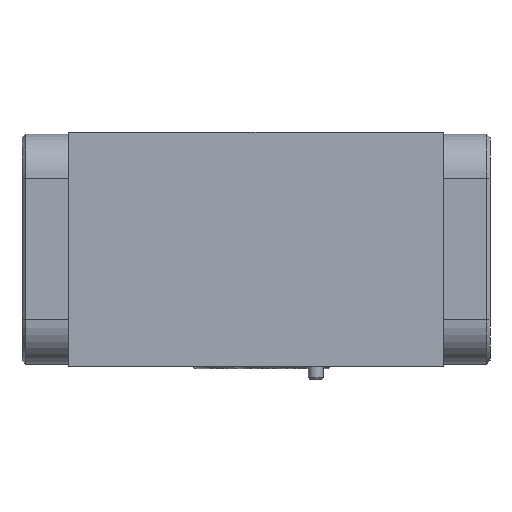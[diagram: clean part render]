
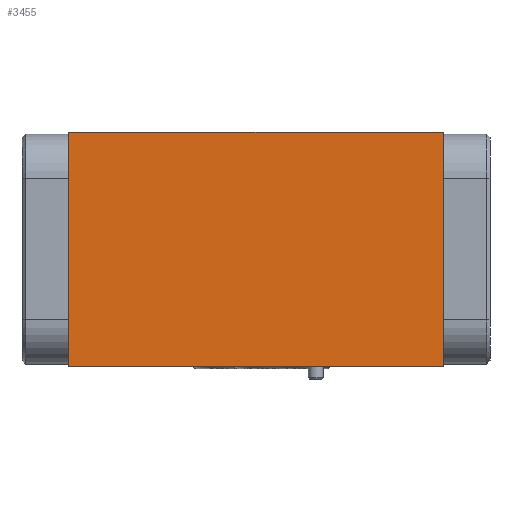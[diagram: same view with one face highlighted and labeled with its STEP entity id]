
A CAD part, front view. The second image highlights one B-rep face of the part: STEP entity #3455.
In plain terms, the highlighted planar face has unit normal (0, -1, 0).
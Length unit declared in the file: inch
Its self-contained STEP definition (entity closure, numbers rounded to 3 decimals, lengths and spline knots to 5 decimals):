
#13=DIRECTION('',(1.,0.,0.));
#14=VECTOR('',#13,3.149);
#15=CARTESIAN_POINT('',(0.394,-1.75,0.));
#16=LINE('',#15,#14);
#646=DIRECTION('',(1.,0.,0.));
#647=VECTOR('',#646,3.149);
#648=CARTESIAN_POINT('',(0.394,-1.75,1.969));
#649=LINE('',#648,#647);
#1457=DIRECTION('',(0.,0.,1.));
#1458=VECTOR('',#1457,1.969);
#1459=CARTESIAN_POINT('',(3.543,-1.75,0.));
#1460=LINE('',#1459,#1458);
#1461=DIRECTION('',(0.,0.,1.));
#1462=VECTOR('',#1461,1.969);
#1463=CARTESIAN_POINT('',(0.394,-1.75,0.));
#1464=LINE('',#1463,#1462);
#1743=CARTESIAN_POINT('',(0.394,-1.75,0.));
#1745=VERTEX_POINT('',#1743);
#1747=CARTESIAN_POINT('',(0.394,-1.75,1.969));
#1749=VERTEX_POINT('',#1747);
#1833=CARTESIAN_POINT('',(3.543,-1.75,0.));
#1835=VERTEX_POINT('',#1833);
#1837=CARTESIAN_POINT('',(3.543,-1.75,1.969));
#1839=VERTEX_POINT('',#1837);
#3444=CARTESIAN_POINT('',(0.,-1.75,0.));
#3445=DIRECTION('',(0.,-1.,0.));
#3446=DIRECTION('',(1.,0.,0.));
#3447=AXIS2_PLACEMENT_3D('',#3444,#3445,#3446);
#3448=PLANE('',#3447);
#3449=ORIENTED_EDGE('',*,*,#2081,.F.);
#3450=ORIENTED_EDGE('',*,*,#2016,.F.);
#3451=ORIENTED_EDGE('',*,*,#3417,.T.);
#3452=ORIENTED_EDGE('',*,*,#2465,.T.);
#3453=EDGE_LOOP('',(#3449,#3450,#3451,#3452));
#3454=FACE_OUTER_BOUND('',#3453,.F.);
#3455=ADVANCED_FACE('',(#3454),#3448,.T.);
#2016=EDGE_CURVE('',#1745,#1835,#16,.T.);
#2081=EDGE_CURVE('',#1835,#1839,#1460,.T.);
#2465=EDGE_CURVE('',#1749,#1839,#649,.T.);
#3417=EDGE_CURVE('',#1745,#1749,#1464,.T.);
